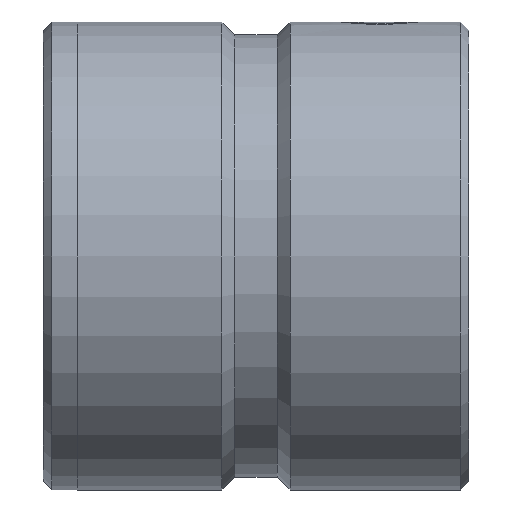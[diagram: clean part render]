
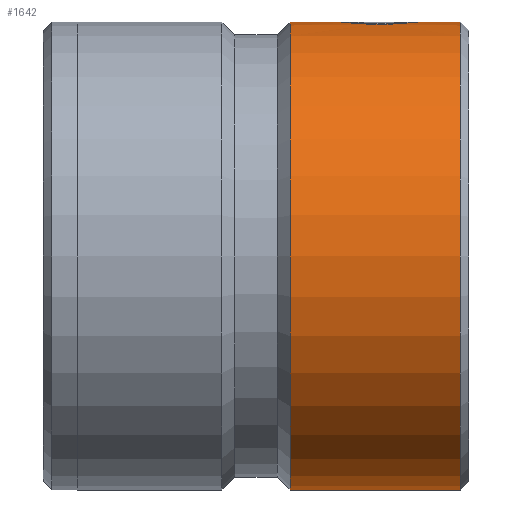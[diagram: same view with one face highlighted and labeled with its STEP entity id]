
A CAD part, left-side view. The second image highlights one B-rep face of the part: STEP entity #1642.
In plain terms, the highlighted cylindrical face has radius 27.5 mm (diameter 55 mm), a partial arc.
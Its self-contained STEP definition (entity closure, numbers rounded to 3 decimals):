
#8 = CARTESIAN_POINT ( 'NONE',  ( -3.999, 10.532, 27.208 ) ) ;
#21 = CARTESIAN_POINT ( 'NONE',  ( -2.707, 7.002, 27.367 ) ) ;
#23 = CARTESIAN_POINT ( 'NONE',  ( -3.999, 10.532, 27.208 ) ) ;
#30 = CARTESIAN_POINT ( 'NONE',  ( -2.51, 14.281, 27.386 ) ) ;
#66 = CARTESIAN_POINT ( 'NONE',  ( 0., 1., 27.5 ) ) ;
#67 = CARTESIAN_POINT ( 'NONE',  ( 0., 1., -27.5 ) ) ;
#94 = DIRECTION ( 'NONE',  ( 0., -1., 0. ) ) ;
#132 = EDGE_LOOP ( 'NONE', ( #1409, #1298, #633, #1141, #963, #1164, #852 ) ) ;
#149 = EDGE_CURVE ( 'NONE', #893, #1381, #1105, .T. ) ;
#152 = CARTESIAN_POINT ( 'NONE',  ( -0.561, 5.469, 27.496 ) ) ;
#156 = CARTESIAN_POINT ( 'NONE',  ( -3.222, 7.716, 27.311 ) ) ;
#166 = CARTESIAN_POINT ( 'NONE',  ( -1.847, 14.873, 27.439 ) ) ;
#248 = EDGE_CURVE ( 'NONE', #1471, #1128, #371, .T. ) ;
#289 = CARTESIAN_POINT ( 'NONE',  ( -3.618, 8.513, 27.261 ) ) ;
#295 = CARTESIAN_POINT ( 'NONE',  ( -1.103, 15.347, 27.479 ) ) ;
#332 = CARTESIAN_POINT ( 'NONE',  ( 0., 0., 27.5 ) ) ;
#353 = LINE ( 'NONE', #332, #679 ) ;
#371 = CIRCLE ( 'NONE', #1118, 27.5 ) ;
#387 = DIRECTION ( 'NONE',  ( 0., -1., 0. ) ) ;
#418 = EDGE_CURVE ( 'NONE', #1381, #630, #1545, .T. ) ;
#422 = CARTESIAN_POINT ( 'NONE',  ( -3.878, 9.355, 27.225 ) ) ;
#423 = CARTESIAN_POINT ( 'NONE',  ( -3.879, 11.704, 27.225 ) ) ;
#429 = CARTESIAN_POINT ( 'NONE',  ( -0.284, 15.696, 27.5 ) ) ;
#462 = CARTESIAN_POINT ( 'NONE',  ( 0., 21., 0. ) ) ;
#469 = DIRECTION ( 'NONE',  ( 0., -1., 0. ) ) ;
#485 = CARTESIAN_POINT ( 'NONE',  ( 0., 0., 0. ) ) ;
#508 = AXIS2_PLACEMENT_3D ( 'NONE', #485, #94, #990 ) ;
#510 = LINE ( 'NONE', #949, #1485 ) ;
#540 = CARTESIAN_POINT ( 'NONE',  ( -1.102, 5.717, 27.479 ) ) ;
#547 = CARTESIAN_POINT ( 'NONE',  ( -3.999, 10.238, 27.208 ) ) ;
#549 = CARTESIAN_POINT ( 'NONE',  ( -3.618, 12.552, 27.261 ) ) ;
#568 = EDGE_CURVE ( 'NONE', #1128, #1017, #1520, .T. ) ;
#583 = DIRECTION ( 'NONE',  ( 0., 0., -1. ) ) ;
#593 = EDGE_CURVE ( 'NONE', #1471, #630, #510, .T. ) ;
#603 = CARTESIAN_POINT ( 'NONE',  ( 0., 21., -27.5 ) ) ;
#630 = VERTEX_POINT ( 'NONE', #995 ) ;
#633 = ORIENTED_EDGE ( 'NONE', *, *, #568, .T. ) ;
#675 = CARTESIAN_POINT ( 'NONE',  ( -1.847, 6.191, 27.439 ) ) ;
#679 = VECTOR ( 'NONE', #469, 1000. ) ;
#681 = CARTESIAN_POINT ( 'NONE',  ( -3.224, 13.344, 27.311 ) ) ;
#752 = DIRECTION ( 'NONE',  ( 0., -1., 0. ) ) ;
#766 = DIRECTION ( 'NONE',  ( 0., 0., -1. ) ) ;
#795 = CARTESIAN_POINT ( 'NONE',  ( -2.509, 6.782, 27.386 ) ) ;
#796 = CARTESIAN_POINT ( 'NONE',  ( -3.999, 10.826, 27.208 ) ) ;
#800 = CARTESIAN_POINT ( 'NONE',  ( -2.706, 14.063, 27.367 ) ) ;
#845 = VECTOR ( 'NONE', #752, 1000. ) ;
#847 = EDGE_CURVE ( 'NONE', #932, #1017, #1108, .T. ) ;
#852 = ORIENTED_EDGE ( 'NONE', *, *, #418, .T. ) ;
#893 = VERTEX_POINT ( 'NONE', #1563 ) ;
#915 = CARTESIAN_POINT ( 'NONE',  ( -0.284, 5.368, 27.5 ) ) ;
#923 = CARTESIAN_POINT ( 'NONE',  ( -3.063, 7.469, 27.329 ) ) ;
#928 = CARTESIAN_POINT ( 'NONE',  ( -2.081, 14.686, 27.422 ) ) ;
#932 = VERTEX_POINT ( 'NONE', #66 ) ;
#949 = CARTESIAN_POINT ( 'NONE',  ( 0., 0., 27.5 ) ) ;
#963 = ORIENTED_EDGE ( 'NONE', *, *, #1536, .F. ) ;
#990 = DIRECTION ( 'NONE',  ( 0., 0., -1. ) ) ;
#995 = CARTESIAN_POINT ( 'NONE',  ( 0., 15.774, 27.5 ) ) ;
#1017 = VERTEX_POINT ( 'NONE', #67 ) ;
#1054 = CARTESIAN_POINT ( 'NONE',  ( -3.501, 8.24, 27.277 ) ) ;
#1063 = CARTESIAN_POINT ( 'NONE',  ( -1.359, 15.202, 27.467 ) ) ;
#1079 = DIRECTION ( 'NONE',  ( 0., -1., 0. ) ) ;
#1105 = B_SPLINE_CURVE_WITH_KNOTS ( 'NONE', 3,
 ( #1303, #915, #152, #540, #1428, #675, #1556, #795, #21, #923, #156, #1054, #289, #1177, #422, #1308, #547, #1437 ),
 .UNSPECIFIED., .F., .F.,
 ( 4, 2, 2, 2, 2, 2, 2, 2, 4 ),
 ( 0.001, 0.002, 0.003, 0.004, 0.004, 0.005, 0.006, 0.007, 0.008 ),
 .UNSPECIFIED. ) ;
#1108 = CIRCLE ( 'NONE', #1138, 27.5 ) ;
#1118 = AXIS2_PLACEMENT_3D ( 'NONE', #462, #1350, #583 ) ;
#1128 = VERTEX_POINT ( 'NONE', #603 ) ;
#1138 = AXIS2_PLACEMENT_3D ( 'NONE', #1489, #387, #766 ) ;
#1141 = ORIENTED_EDGE ( 'NONE', *, *, #847, .F. ) ;
#1155 = FACE_OUTER_BOUND ( 'NONE', #132, .T. ) ;
#1164 = ORIENTED_EDGE ( 'NONE', *, *, #149, .T. ) ;
#1177 = CARTESIAN_POINT ( 'NONE',  ( -3.806, 9.07, 27.235 ) ) ;
#1180 = CARTESIAN_POINT ( 'NONE',  ( -3.975, 11.12, 27.211 ) ) ;
#1185 = CARTESIAN_POINT ( 'NONE',  ( -0.567, 15.593, 27.495 ) ) ;
#1205 = CARTESIAN_POINT ( 'NONE',  ( 0., 21., 27.5 ) ) ;
#1298 = ORIENTED_EDGE ( 'NONE', *, *, #248, .T. ) ;
#1303 = CARTESIAN_POINT ( 'NONE',  ( 0., 5.29, 27.5 ) ) ;
#1308 = CARTESIAN_POINT ( 'NONE',  ( -3.974, 9.94, 27.211 ) ) ;
#1310 = CARTESIAN_POINT ( 'NONE',  ( -3.806, 11.994, 27.235 ) ) ;
#1316 = CARTESIAN_POINT ( 'NONE',  ( 0., 15.774, 27.5 ) ) ;
#1350 = DIRECTION ( 'NONE',  ( 0., -1., 0. ) ) ;
#1381 = VERTEX_POINT ( 'NONE', #8 ) ;
#1409 = ORIENTED_EDGE ( 'NONE', *, *, #593, .F. ) ;
#1428 = CARTESIAN_POINT ( 'NONE',  ( -1.36, 5.862, 27.467 ) ) ;
#1437 = CARTESIAN_POINT ( 'NONE',  ( -3.999, 10.532, 27.208 ) ) ;
#1439 = CARTESIAN_POINT ( 'NONE',  ( -3.502, 12.822, 27.277 ) ) ;
#1453 = CYLINDRICAL_SURFACE ( 'NONE', #508, 27.5 ) ;
#1471 = VERTEX_POINT ( 'NONE', #1205 ) ;
#1485 = VECTOR ( 'NONE', #1079, 1000. ) ;
#1489 = CARTESIAN_POINT ( 'NONE',  ( 0., 1., 0. ) ) ;
#1505 = CARTESIAN_POINT ( 'NONE',  ( 0., 0., -27.5 ) ) ;
#1520 = LINE ( 'NONE', #1505, #845 ) ;
#1536 = EDGE_CURVE ( 'NONE', #893, #932, #353, .T. ) ;
#1545 = B_SPLINE_CURVE_WITH_KNOTS ( 'NONE', 3,
 ( #23, #796, #1180, #423, #1310, #549, #1439, #681, #1564, #800, #30, #928, #166, #1063, #295, #1185, #429, #1316 ),
 .UNSPECIFIED., .F., .F.,
 ( 4, 2, 2, 2, 2, 2, 2, 2, 4 ),
 ( 0.008, 0.009, 0.01, 0.011, 0.011, 0.012, 0.013, 0.014, 0.015 ),
 .UNSPECIFIED. ) ;
#1556 = CARTESIAN_POINT ( 'NONE',  ( -2.077, 6.375, 27.422 ) ) ;
#1563 = CARTESIAN_POINT ( 'NONE',  ( 0., 5.29, 27.5 ) ) ;
#1564 = CARTESIAN_POINT ( 'NONE',  ( -3.063, 13.595, 27.329 ) ) ;
#1642 = ADVANCED_FACE ( 'NONE', ( #1155 ), #1453, .T. ) ;
